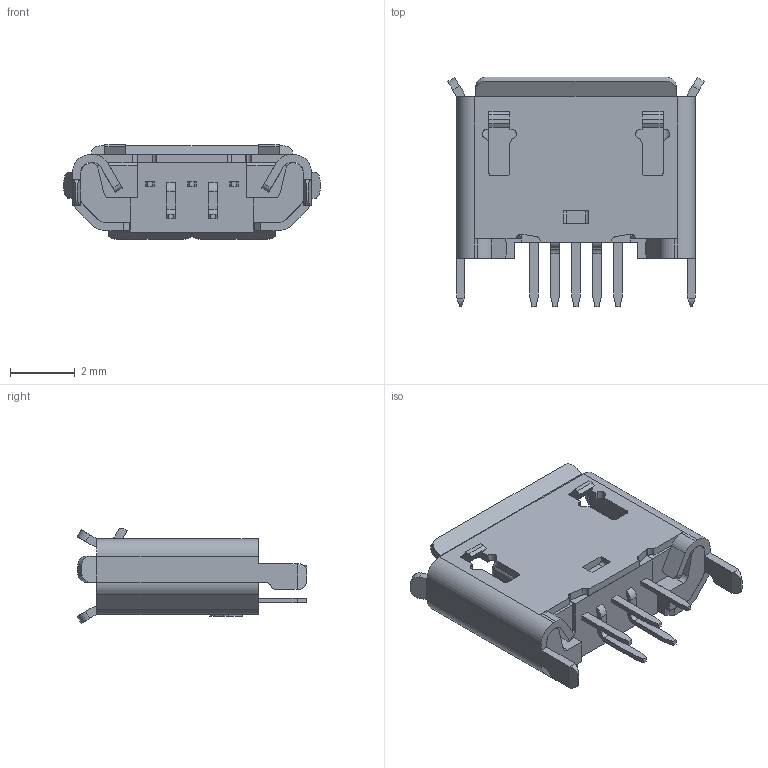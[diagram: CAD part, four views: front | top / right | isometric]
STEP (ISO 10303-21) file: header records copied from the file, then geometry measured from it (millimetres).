
FILE_DESCRIPTION(('STEP AP242'),'1');
FILE_NAME('usb3130-30-a.stp','2023-01-05T07:39:51',('TraceParts'),('TraceParts S.A.'),'Spatial InterOp 3D',' ',' ');
FILE_SCHEMA(('AP242_MANAGED_MODEL_BASED_3D_ENGINEERING_MIM_LF {1 0 10303 442 1 1 4}'));
Length unit declared in the file: millimetre
Products named in the file (1): usb3130-30-a
Bounding box: 7.94 x 7.11 x 2.93 mm (x, y, z)
Volume: 40.8 mm3; surface area: 270.1 mm2
Topology: 1 solids, 1 shells, 558 faces, 1561 edges, 1006 vertices
Faces by surface type: plane 393, cylinder 155, bspline 10
Entity records: 19745 total; most frequent: CARTESIAN_POINT 3421, ORIENTED_EDGE 3118, DIRECTION 2919, EDGE_CURVE 1559, LINE 1215, VECTOR 1215, VERTEX_POINT 1006, AXIS2_PLACEMENT_3D 852
